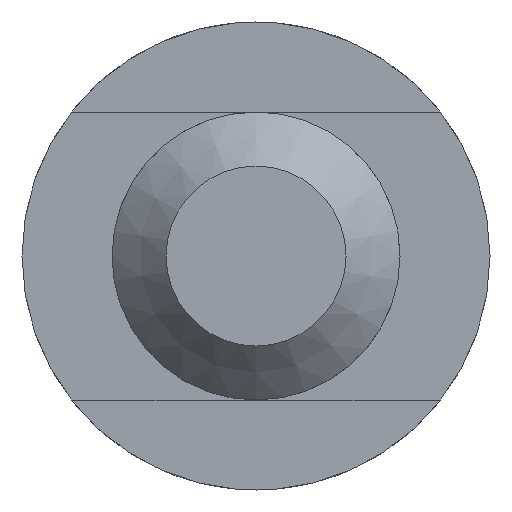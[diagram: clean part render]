
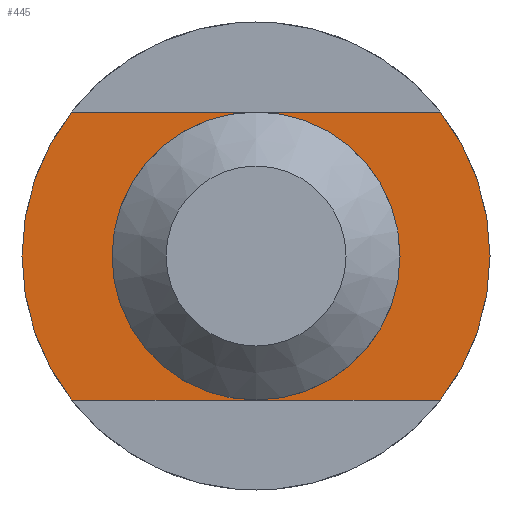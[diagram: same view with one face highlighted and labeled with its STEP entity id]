
A CAD part, front view. The second image highlights one B-rep face of the part: STEP entity #445.
In plain terms, the highlighted planar face has unit normal (0, -1, 0).
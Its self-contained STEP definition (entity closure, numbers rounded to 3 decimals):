
#209=CARTESIAN_POINT('',(-6.495,-43.613,94.394));
#210=VERTEX_POINT('',#209);
#217=CARTESIAN_POINT('',(-5.118,-43.613,98.394));
#218=VERTEX_POINT('',#217);
#219=CARTESIAN_POINT('',(0.005,-43.613,94.394));
#220=DIRECTION('',(0.,-1.,0.));
#221=DIRECTION('',(0.,0.,-1.));
#222=AXIS2_PLACEMENT_3D('',#219,#220,#221);
#223=CIRCLE('',#222,6.5);
#224=EDGE_CURVE('',#218,#210,#223,.T.);
#233=CARTESIAN_POINT('',(5.129,-43.613,98.394));
#234=VERTEX_POINT('',#233);
#241=CARTESIAN_POINT('',(5.129,-43.613,90.394));
#242=VERTEX_POINT('',#241);
#243=CARTESIAN_POINT('',(0.005,-43.613,94.394));
#244=DIRECTION('',(0.,-1.,0.));
#245=DIRECTION('',(0.,0.,-1.));
#246=AXIS2_PLACEMENT_3D('',#243,#244,#245);
#247=CIRCLE('',#246,6.5);
#248=EDGE_CURVE('',#242,#234,#247,.T.);
#257=CARTESIAN_POINT('',(-5.118,-43.613,90.394));
#258=VERTEX_POINT('',#257);
#265=CARTESIAN_POINT('',(0.005,-43.613,94.394));
#266=DIRECTION('',(0.,-1.,0.));
#267=DIRECTION('',(0.,0.,-1.));
#268=AXIS2_PLACEMENT_3D('',#265,#266,#267);
#269=CIRCLE('',#268,6.5);
#270=EDGE_CURVE('',#210,#258,#269,.T.);
#285=CARTESIAN_POINT('',(4.006,-43.613,94.394));
#286=VERTEX_POINT('',#285);
#293=CARTESIAN_POINT('',(-0.036,-43.613,90.394));
#294=VERTEX_POINT('',#293);
#295=CARTESIAN_POINT('',(0.006,-43.613,94.394));
#296=DIRECTION('',(-0.,1.,-0.));
#297=DIRECTION('',(0.,0.,-1.));
#298=AXIS2_PLACEMENT_3D('',#295,#296,#297);
#299=CIRCLE('',#298,4.);
#300=EDGE_CURVE('',#294,#286,#299,.T.);
#309=CARTESIAN_POINT('',(0.047,-43.613,90.394));
#310=VERTEX_POINT('',#309);
#317=CARTESIAN_POINT('',(0.006,-43.613,94.394));
#318=DIRECTION('',(-0.,1.,-0.));
#319=DIRECTION('',(0.,0.,-1.));
#320=AXIS2_PLACEMENT_3D('',#317,#318,#319);
#321=CIRCLE('',#320,4.);
#322=EDGE_CURVE('',#286,#310,#321,.T.);
#385=CARTESIAN_POINT('',(-5.118,-43.613,90.394));
#386=DIRECTION('',(1.,0.,-0.));
#387=VECTOR('',#386,5.083);
#388=LINE('',#385,#387);
#389=EDGE_CURVE('',#258,#294,#388,.T.);
#403=CARTESIAN_POINT('',(-5.118,-43.613,98.394));
#404=DIRECTION('',(1.,0.,0.));
#405=VECTOR('',#404,10.247);
#406=LINE('',#403,#405);
#407=EDGE_CURVE('',#218,#234,#406,.T.);
#421=CARTESIAN_POINT('',(0.047,-43.613,90.394));
#422=DIRECTION('',(1.,0.,-0.));
#423=VECTOR('',#422,5.082);
#424=LINE('',#421,#423);
#425=EDGE_CURVE('',#310,#242,#424,.T.);
#430=CARTESIAN_POINT('',(0.,-43.613,0.));
#431=DIRECTION('',(0.,-1.,0.));
#432=DIRECTION('',(0.,0.,-1.));
#433=AXIS2_PLACEMENT_3D('',#430,#431,#432);
#434=PLANE('',#433);
#435=ORIENTED_EDGE('',*,*,#389,.T.);
#436=ORIENTED_EDGE('',*,*,#300,.T.);
#437=ORIENTED_EDGE('',*,*,#322,.T.);
#438=ORIENTED_EDGE('',*,*,#425,.T.);
#439=ORIENTED_EDGE('',*,*,#248,.T.);
#440=ORIENTED_EDGE('',*,*,#407,.F.);
#441=ORIENTED_EDGE('',*,*,#224,.T.);
#442=ORIENTED_EDGE('',*,*,#270,.T.);
#443=EDGE_LOOP('',(#435,#436,#437,#438,#439,#440,#441,#442));
#444=FACE_BOUND('',#443,.T.);
#445=ADVANCED_FACE('',(#444),#434,.T.);
